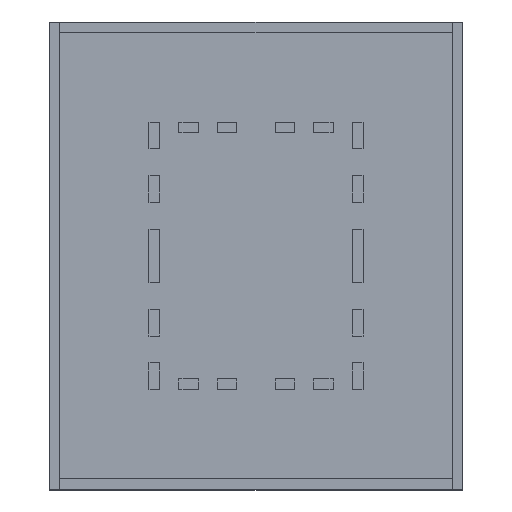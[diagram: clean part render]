
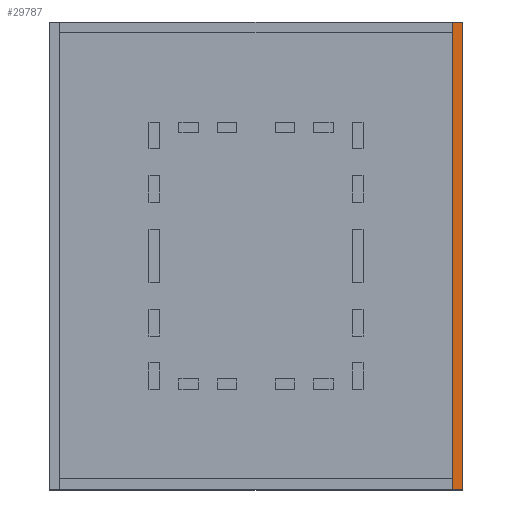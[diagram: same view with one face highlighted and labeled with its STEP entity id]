
A CAD part, top view. The second image highlights one B-rep face of the part: STEP entity #29787.
In plain terms, the highlighted planar face has unit normal (0, 0, 1).
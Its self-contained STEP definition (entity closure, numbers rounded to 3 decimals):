
#501=FACE_OUTER_BOUND('',#2003,.T.);
#2003=EDGE_LOOP('',(#20787,#20788,#20789,#20790));
#4151=LINE('',#41524,#8485);
#4152=LINE('',#41527,#8486);
#4153=LINE('',#41529,#8487);
#4154=LINE('',#41530,#8488);
#8485=VECTOR('',#33877,10.);
#8486=VECTOR('',#33880,10.);
#8487=VECTOR('',#33881,10.);
#8488=VECTOR('',#33882,10.);
#12561=VERTEX_POINT('',#41520);
#12562=VERTEX_POINT('',#41522);
#12563=VERTEX_POINT('',#41526);
#12564=VERTEX_POINT('',#41528);
#15727=EDGE_CURVE('',#12561,#12562,#4151,.T.);
#15728=EDGE_CURVE('',#12563,#12561,#4152,.T.);
#15729=EDGE_CURVE('',#12564,#12562,#4153,.T.);
#15730=EDGE_CURVE('',#12563,#12564,#4154,.T.);
#20787=ORIENTED_EDGE('',*,*,#15728,.T.);
#20788=ORIENTED_EDGE('',*,*,#15727,.T.);
#20789=ORIENTED_EDGE('',*,*,#15729,.F.);
#20790=ORIENTED_EDGE('',*,*,#15730,.F.);
#28301=PLANE('',#31311);
#29787=ADVANCED_FACE('',(#501),#28301,.T.);
#31311=AXIS2_PLACEMENT_3D('',#41525,#33878,#33879);
#33877=DIRECTION('',(1.,0.,0.));
#33878=DIRECTION('center_axis',(0.,0.,1.));
#33879=DIRECTION('ref_axis',(0.,-1.,0.));
#33880=DIRECTION('',(0.,-1.,0.));
#33881=DIRECTION('',(0.,-1.,0.));
#33882=DIRECTION('',(1.,0.,0.));
#41520=CARTESIAN_POINT('',(170.,-56.,186.5));
#41522=CARTESIAN_POINT('',(176.,-56.,186.5));
#41524=CARTESIAN_POINT('',(170.,-56.,186.5));
#41525=CARTESIAN_POINT('Origin',(170.,206.,186.5));
#41526=CARTESIAN_POINT('',(170.,206.,186.5));
#41527=CARTESIAN_POINT('',(170.,206.,186.5));
#41528=CARTESIAN_POINT('',(176.,206.,186.5));
#41529=CARTESIAN_POINT('',(176.,206.,186.5));
#41530=CARTESIAN_POINT('',(170.,206.,186.5));
